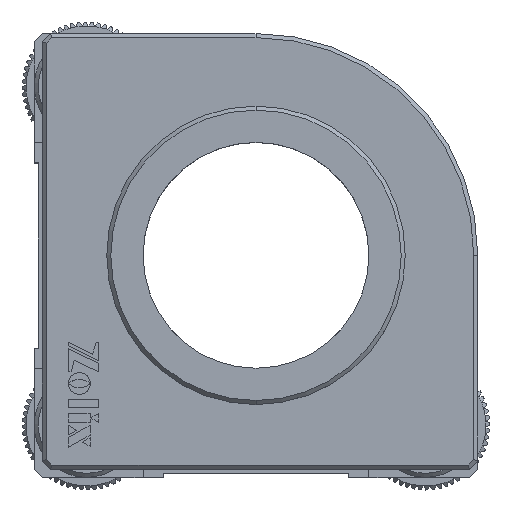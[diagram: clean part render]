
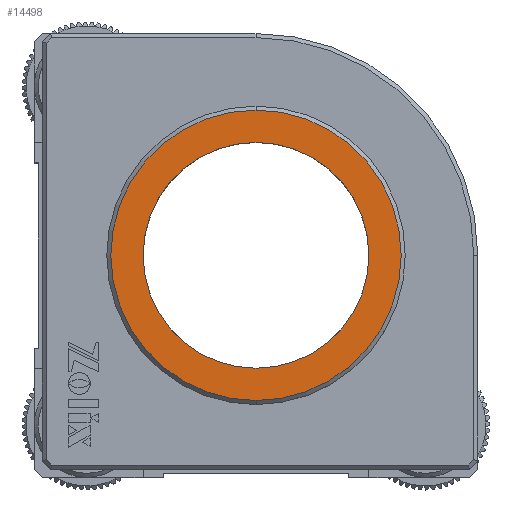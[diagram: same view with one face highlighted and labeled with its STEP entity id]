
A CAD part, top view. The second image highlights one B-rep face of the part: STEP entity #14498.
In plain terms, the highlighted planar face has unit normal (0, 0, 1).
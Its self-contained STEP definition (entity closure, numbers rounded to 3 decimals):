
#241 = AXIS2_PLACEMENT_3D ( 'NONE', #31019, #1212, #16314 ) ;
#576 = EDGE_CURVE ( 'NONE', #21096, #27542, #18051, .T. ) ;
#721 = CARTESIAN_POINT ( 'NONE',  ( 15.77, 5.267, 7.146 ) ) ;
#1212 = DIRECTION ( 'NONE',  ( 0., 0., -1. ) ) ;
#1642 = DIRECTION ( 'NONE',  ( 0., 0., -1. ) ) ;
#2114 = AXIS2_PLACEMENT_3D ( 'NONE', #20080, #1642, #14102 ) ;
#2166 = DIRECTION ( 'NONE',  ( 0., 0., -1. ) ) ;
#3499 = ORIENTED_EDGE ( 'NONE', *, *, #576, .T. ) ;
#4343 = EDGE_LOOP ( 'NONE', ( #3499, #7384 ) ) ;
#4744 = ORIENTED_EDGE ( 'NONE', *, *, #5611, .F. ) ;
#5113 = CARTESIAN_POINT ( 'NONE',  ( 15.77, -26.733, 7.146 ) ) ;
#5216 = DIRECTION ( 'NONE',  ( 0., -1., 0. ) ) ;
#5425 = FACE_OUTER_BOUND ( 'NONE', #14720, .T. ) ;
#5611 = EDGE_CURVE ( 'NONE', #28551, #17434, #20570, .T. ) ;
#5697 = EDGE_CURVE ( 'NONE', #27542, #21096, #15057, .T. ) ;
#7384 = ORIENTED_EDGE ( 'NONE', *, *, #5697, .T. ) ;
#8191 = ORIENTED_EDGE ( 'NONE', *, *, #14082, .F. ) ;
#9795 = AXIS2_PLACEMENT_3D ( 'NONE', #17141, #2166, #24743 ) ;
#10121 = DIRECTION ( 'NONE',  ( 0., 0., -1. ) ) ;
#13638 = FACE_BOUND ( 'NONE', #4343, .T. ) ;
#13768 = CARTESIAN_POINT ( 'NONE',  ( 15.77, -22.733, 7.146 ) ) ;
#14082 = EDGE_CURVE ( 'NONE', #17434, #28551, #25816, .T. ) ;
#14102 = DIRECTION ( 'NONE',  ( 0., -1., 0. ) ) ;
#14498 = ADVANCED_FACE ( 'NONE', ( #5425, #13638 ), #31765, .F. ) ;
#14720 = EDGE_LOOP ( 'NONE', ( #4744, #8191 ) ) ;
#15057 = CIRCLE ( 'NONE', #2114, 14. ) ;
#16314 = DIRECTION ( 'NONE',  ( 0., -1., 0. ) ) ;
#16820 = CARTESIAN_POINT ( 'NONE',  ( 15.77, 9.267, 7.146 ) ) ;
#17141 = CARTESIAN_POINT ( 'NONE',  ( 15.77, -8.733, 7.146 ) ) ;
#17167 = CARTESIAN_POINT ( 'NONE',  ( 15.77, 9.267, 7.146 ) ) ;
#17434 = VERTEX_POINT ( 'NONE', #17167 ) ;
#18051 = CIRCLE ( 'NONE', #9795, 14. ) ;
#19448 = DIRECTION ( 'NONE',  ( 0., 0., -1. ) ) ;
#20080 = CARTESIAN_POINT ( 'NONE',  ( 15.77, -8.733, 7.146 ) ) ;
#20524 = AXIS2_PLACEMENT_3D ( 'NONE', #16820, #19448, #21549 ) ;
#20570 = CIRCLE ( 'NONE', #241, 18. ) ;
#21096 = VERTEX_POINT ( 'NONE', #13768 ) ;
#21549 = DIRECTION ( 'NONE',  ( 0., -1., 0. ) ) ;
#23090 = AXIS2_PLACEMENT_3D ( 'NONE', #32435, #10121, #5216 ) ;
#24743 = DIRECTION ( 'NONE',  ( 0., -1., 0. ) ) ;
#25816 = CIRCLE ( 'NONE', #23090, 18. ) ;
#27542 = VERTEX_POINT ( 'NONE', #721 ) ;
#28551 = VERTEX_POINT ( 'NONE', #5113 ) ;
#31019 = CARTESIAN_POINT ( 'NONE',  ( 15.77, -8.733, 7.146 ) ) ;
#31765 = PLANE ( 'NONE',  #20524 ) ;
#32435 = CARTESIAN_POINT ( 'NONE',  ( 15.77, -8.733, 7.146 ) ) ;
